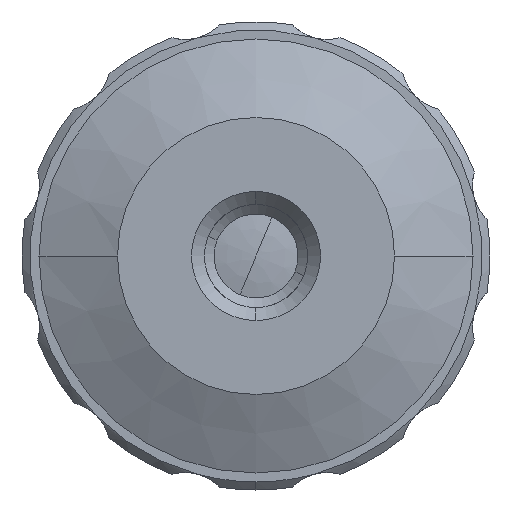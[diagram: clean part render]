
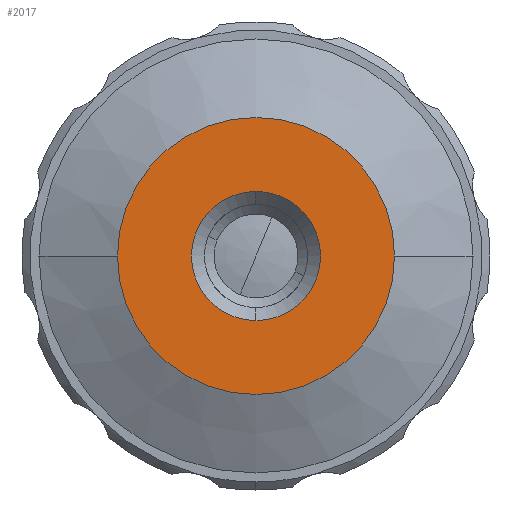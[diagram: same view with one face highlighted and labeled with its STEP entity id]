
A CAD part, left-side view. The second image highlights one B-rep face of the part: STEP entity #2017.
In plain terms, the highlighted planar face has unit normal (-1, 0, 0).
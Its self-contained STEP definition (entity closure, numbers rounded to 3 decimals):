
#123 = CARTESIAN_POINT ( 'NONE',  ( 11.351, 0., 4. ) ) ;
#185 = DIRECTION ( 'NONE',  ( -1., 0., 0. ) ) ;
#220 = EDGE_CURVE ( 'NONE', #625, #1875, #2432, .T. ) ;
#537 = ORIENTED_EDGE ( 'NONE', *, *, #2146, .F. ) ;
#575 = DIRECTION ( 'NONE',  ( 1., 0., 0. ) ) ;
#625 = VERTEX_POINT ( 'NONE', #1518 ) ;
#629 = DIRECTION ( 'NONE',  ( 0., 0., 1. ) ) ;
#671 = DIRECTION ( 'NONE',  ( 0., 1., 0. ) ) ;
#732 = EDGE_CURVE ( 'NONE', #2265, #1110, #2081, .T. ) ;
#825 = ORIENTED_EDGE ( 'NONE', *, *, #732, .F. ) ;
#891 = DIRECTION ( 'NONE',  ( -1., 0., 0. ) ) ;
#939 = CARTESIAN_POINT ( 'NONE',  ( 11.351, 0., 0. ) ) ;
#1042 = AXIS2_PLACEMENT_3D ( 'NONE', #1297, #1797, #2059 ) ;
#1107 = EDGE_CURVE ( 'NONE', #1875, #625, #1191, .T. ) ;
#1110 = VERTEX_POINT ( 'NONE', #3235 ) ;
#1149 = FACE_BOUND ( 'NONE', #1579, .T. ) ;
#1169 = ORIENTED_EDGE ( 'NONE', *, *, #1107, .T. ) ;
#1173 = ORIENTED_EDGE ( 'NONE', *, *, #220, .T. ) ;
#1191 = CIRCLE ( 'NONE', #3097, 8.582 ) ;
#1297 = CARTESIAN_POINT ( 'NONE',  ( 11.351, 0., 0. ) ) ;
#1426 = DIRECTION ( 'NONE',  ( -1., 0., 0. ) ) ;
#1448 = CARTESIAN_POINT ( 'NONE',  ( 11.351, 0., 0. ) ) ;
#1454 = DIRECTION ( 'NONE',  ( 0., 1., 0. ) ) ;
#1488 = FACE_OUTER_BOUND ( 'NONE', #2332, .T. ) ;
#1518 = CARTESIAN_POINT ( 'NONE',  ( 11.351, 8.582, 0. ) ) ;
#1579 = EDGE_LOOP ( 'NONE', ( #825, #537 ) ) ;
#1683 = CARTESIAN_POINT ( 'NONE',  ( 11.351, 0., 0. ) ) ;
#1797 = DIRECTION ( 'NONE',  ( -1., 0., 0. ) ) ;
#1829 = CARTESIAN_POINT ( 'NONE',  ( 11.351, -8.582, 0. ) ) ;
#1830 = AXIS2_PLACEMENT_3D ( 'NONE', #939, #185, #1454 ) ;
#1875 = VERTEX_POINT ( 'NONE', #1829 ) ;
#2017 = ADVANCED_FACE ( 'NONE', ( #1149, #1488 ), #2404, .F. ) ;
#2059 = DIRECTION ( 'NONE',  ( 0., 0., 1. ) ) ;
#2081 = CIRCLE ( 'NONE', #1042, 4. ) ;
#2146 = EDGE_CURVE ( 'NONE', #1110, #2265, #2801, .T. ) ;
#2265 = VERTEX_POINT ( 'NONE', #123 ) ;
#2332 = EDGE_LOOP ( 'NONE', ( #1173, #1169 ) ) ;
#2404 = PLANE ( 'NONE',  #3179 ) ;
#2432 = CIRCLE ( 'NONE', #1830, 8.582 ) ;
#2654 = DIRECTION ( 'NONE',  ( 0., 0., -1. ) ) ;
#2801 = CIRCLE ( 'NONE', #2802, 4. ) ;
#2802 = AXIS2_PLACEMENT_3D ( 'NONE', #1683, #1426, #629 ) ;
#3097 = AXIS2_PLACEMENT_3D ( 'NONE', #1448, #891, #671 ) ;
#3157 = CARTESIAN_POINT ( 'NONE',  ( 11.351, 3.2, 0. ) ) ;
#3179 = AXIS2_PLACEMENT_3D ( 'NONE', #3157, #575, #2654 ) ;
#3235 = CARTESIAN_POINT ( 'NONE',  ( 11.351, 0., -4. ) ) ;
